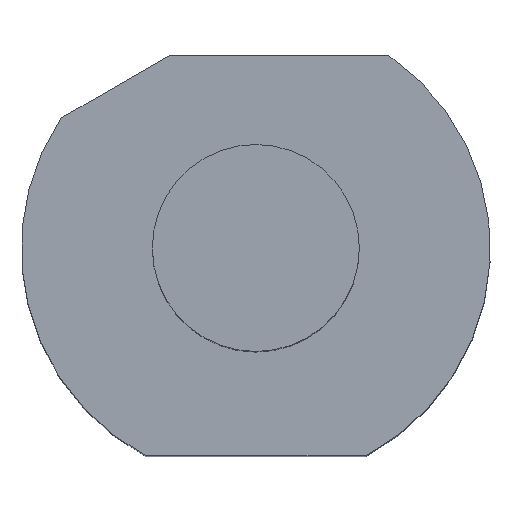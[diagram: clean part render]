
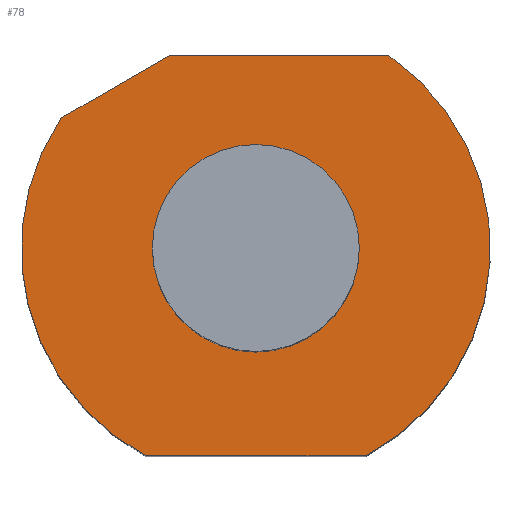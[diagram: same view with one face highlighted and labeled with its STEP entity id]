
A CAD part, top view. The second image highlights one B-rep face of the part: STEP entity #78.
In plain terms, the highlighted planar face has unit normal (0, 0, 1).
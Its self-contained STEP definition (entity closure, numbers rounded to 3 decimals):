
#41=FACE_BOUND('',#104,.T.);
#42=FACE_BOUND('',#105,.T.);
#52=LINE('',#328,#65);
#53=LINE('',#333,#66);
#54=LINE('',#337,#67);
#65=VECTOR('',#272,1.);
#66=VECTOR('',#275,1.);
#67=VECTOR('',#278,1.);
#78=ADVANCED_FACE('',(#41,#42),#88,.F.);
#88=PLANE('',#239);
#104=EDGE_LOOP('',(#124,#125,#126,#127,#128));
#105=EDGE_LOOP('',(#129,#130));
#124=ORIENTED_EDGE('',*,*,#181,.F.);
#125=ORIENTED_EDGE('',*,*,#182,.F.);
#126=ORIENTED_EDGE('',*,*,#183,.F.);
#127=ORIENTED_EDGE('',*,*,#184,.F.);
#128=ORIENTED_EDGE('',*,*,#185,.T.);
#129=ORIENTED_EDGE('',*,*,#178,.T.);
#130=ORIENTED_EDGE('',*,*,#180,.T.);
#161=VERTEX_POINT('',#321);
#162=VERTEX_POINT('',#323);
#164=VERTEX_POINT('',#329);
#165=VERTEX_POINT('',#330);
#166=VERTEX_POINT('',#332);
#167=VERTEX_POINT('',#334);
#168=VERTEX_POINT('',#336);
#178=EDGE_CURVE('',#162,#161,#199,.T.);
#180=EDGE_CURVE('',#161,#162,#200,.T.);
#181=EDGE_CURVE('',#164,#165,#52,.T.);
#182=EDGE_CURVE('',#166,#164,#201,.T.);
#183=EDGE_CURVE('',#167,#166,#53,.T.);
#184=EDGE_CURVE('',#168,#167,#202,.T.);
#185=EDGE_CURVE('',#168,#165,#54,.T.);
#199=CIRCLE('',#234,15.);
#200=CIRCLE('',#235,15.);
#201=CIRCLE('',#237,34.);
#202=CIRCLE('',#238,34.);
#234=AXIS2_PLACEMENT_3D('',#322,#265,#266);
#235=AXIS2_PLACEMENT_3D('',#326,#268,#269);
#237=AXIS2_PLACEMENT_3D('',#331,#273,#274);
#238=AXIS2_PLACEMENT_3D('',#335,#276,#277);
#239=AXIS2_PLACEMENT_3D('',#338,#279,#280);
#265=DIRECTION('',(0.,0.,-1.));
#266=DIRECTION('',(-1.,0.,0.));
#268=DIRECTION('',(0.,0.,-1.));
#269=DIRECTION('',(-1.,0.,0.));
#272=DIRECTION('',(0.866,0.5,0.));
#273=DIRECTION('',(0.,0.,-1.));
#274=DIRECTION('',(-1.,0.,0.));
#275=DIRECTION('',(-1.,0.,0.));
#276=DIRECTION('',(0.,0.,-1.));
#277=DIRECTION('',(-1.,0.,0.));
#278=DIRECTION('',(-1.,0.,0.));
#279=DIRECTION('',(0.,0.,-1.));
#280=DIRECTION('',(0.,1.,0.));
#321=CARTESIAN_POINT('',(0.,-15.,0.));
#322=CARTESIAN_POINT('',(0.,0.,0.));
#323=CARTESIAN_POINT('',(0.,15.,0.));
#326=CARTESIAN_POINT('',(0.,0.,0.));
#328=CARTESIAN_POINT('',(-26.162,20.114,0.));
#329=CARTESIAN_POINT('',(-28.262,18.901,0.));
#330=CARTESIAN_POINT('',(-12.503,28.,0.));
#331=CARTESIAN_POINT('',(0.,0.,0.));
#332=CARTESIAN_POINT('',(-16.,-30.,0.));
#333=CARTESIAN_POINT('',(13.748,-30.,0.));
#334=CARTESIAN_POINT('',(16.,-30.,0.));
#335=CARTESIAN_POINT('',(0.,0.,0.));
#336=CARTESIAN_POINT('',(19.287,28.,0.));
#337=CARTESIAN_POINT('',(17.464,28.,0.));
#338=CARTESIAN_POINT('',(0.,0.,0.));
